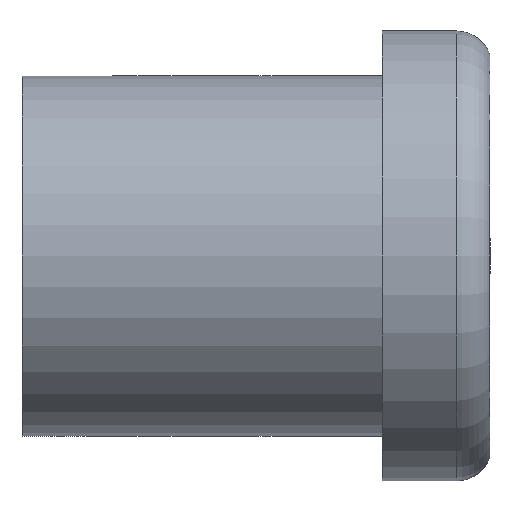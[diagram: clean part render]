
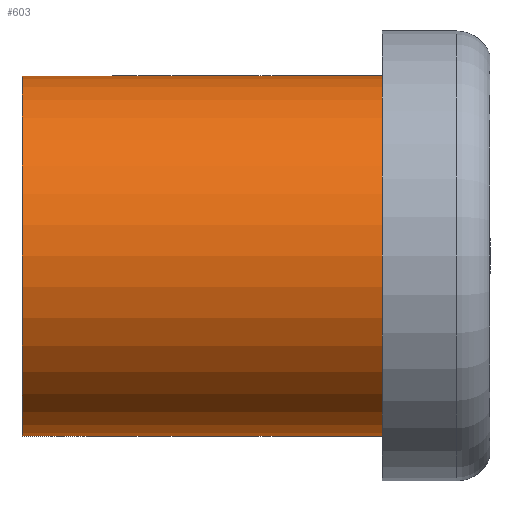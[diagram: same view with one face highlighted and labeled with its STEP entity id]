
A CAD part, front view. The second image highlights one B-rep face of the part: STEP entity #603.
In plain terms, the highlighted cylindrical face has radius 1.27 mm (diameter 2.54 mm), a partial arc.
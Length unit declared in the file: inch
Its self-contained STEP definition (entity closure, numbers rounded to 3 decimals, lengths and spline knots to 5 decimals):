
#27 = DIRECTION ( 'NONE',  ( 0., 0., 1. ) ) ;
#34 = CYLINDRICAL_SURFACE ( 'NONE', #679, 0.05 ) ;
#50 = LINE ( 'NONE', #177, #462 ) ;
#55 = AXIS2_PLACEMENT_3D ( 'NONE', #129, #128, #121 ) ;
#65 = VERTEX_POINT ( 'NONE', #364 ) ;
#84 = EDGE_CURVE ( 'NONE', #696, #108, #533, .T. ) ;
#85 = VERTEX_POINT ( 'NONE', #407 ) ;
#108 = VERTEX_POINT ( 'NONE', #574 ) ;
#121 = DIRECTION ( 'NONE',  ( 0., 0., 1. ) ) ;
#126 = CIRCLE ( 'NONE', #503, 0.05 ) ;
#128 = DIRECTION ( 'NONE',  ( -1., 0., 0. ) ) ;
#129 = CARTESIAN_POINT ( 'NONE',  ( 0.2, 0., 0. ) ) ;
#157 = DIRECTION ( 'NONE',  ( -1., 0., 0. ) ) ;
#177 = CARTESIAN_POINT ( 'NONE',  ( -2., 0., -0.05 ) ) ;
#222 = EDGE_CURVE ( 'NONE', #65, #85, #50, .T. ) ;
#258 = DIRECTION ( 'NONE',  ( -1., 0., 0. ) ) ;
#299 = CARTESIAN_POINT ( 'NONE',  ( -2., 0., 0. ) ) ;
#319 = CARTESIAN_POINT ( 'NONE',  ( 0.2, 0., 0.05 ) ) ;
#364 = CARTESIAN_POINT ( 'NONE',  ( 0.2, 0., -0.05 ) ) ;
#365 = FACE_OUTER_BOUND ( 'NONE', #460, .T. ) ;
#378 = CARTESIAN_POINT ( 'NONE',  ( -2., 0., 0.05 ) ) ;
#381 = DIRECTION ( 'NONE',  ( -1., 0., 0. ) ) ;
#407 = CARTESIAN_POINT ( 'NONE',  ( 0.1, 0., -0.05 ) ) ;
#415 = CARTESIAN_POINT ( 'NONE',  ( 0.1, 0., 0. ) ) ;
#434 = ORIENTED_EDGE ( 'NONE', *, *, #222, .F. ) ;
#449 = DIRECTION ( 'NONE',  ( -1., 0., 0. ) ) ;
#453 = ORIENTED_EDGE ( 'NONE', *, *, #459, .T. ) ;
#459 = EDGE_CURVE ( 'NONE', #65, #696, #468, .T. ) ;
#460 = EDGE_LOOP ( 'NONE', ( #434, #453, #705, #573 ) ) ;
#462 = VECTOR ( 'NONE', #449, 39.37008 ) ;
#466 = VECTOR ( 'NONE', #381, 39.37008 ) ;
#468 = CIRCLE ( 'NONE', #55, 0.05 ) ;
#503 = AXIS2_PLACEMENT_3D ( 'NONE', #415, #258, #681 ) ;
#533 = LINE ( 'NONE', #378, #466 ) ;
#573 = ORIENTED_EDGE ( 'NONE', *, *, #588, .F. ) ;
#574 = CARTESIAN_POINT ( 'NONE',  ( 0.1, 0., 0.05 ) ) ;
#588 = EDGE_CURVE ( 'NONE', #85, #108, #126, .T. ) ;
#603 = ADVANCED_FACE ( 'NONE', ( #365 ), #34, .T. ) ;
#679 = AXIS2_PLACEMENT_3D ( 'NONE', #299, #157, #27 ) ;
#681 = DIRECTION ( 'NONE',  ( 0., 0., 1. ) ) ;
#696 = VERTEX_POINT ( 'NONE', #319 ) ;
#705 = ORIENTED_EDGE ( 'NONE', *, *, #84, .T. ) ;
